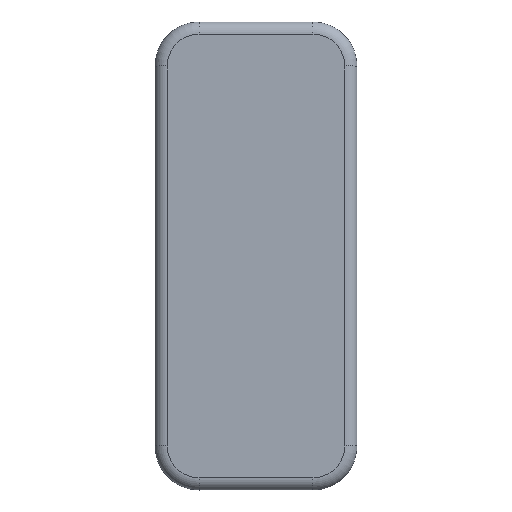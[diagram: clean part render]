
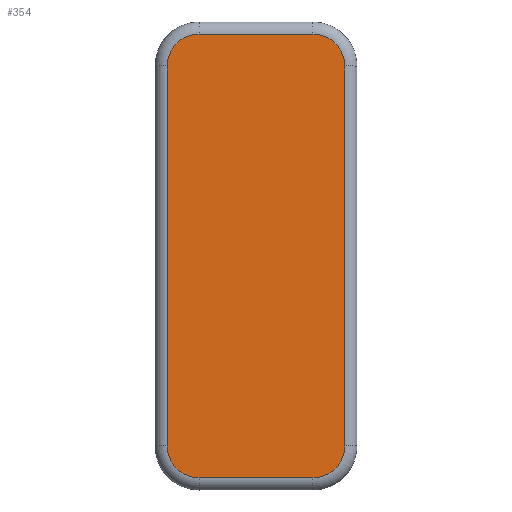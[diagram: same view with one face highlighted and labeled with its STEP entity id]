
A CAD part, top view. The second image highlights one B-rep face of the part: STEP entity #354.
In plain terms, the highlighted planar face has unit normal (0, 0, 1).
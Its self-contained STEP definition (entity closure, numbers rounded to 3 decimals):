
#279=CARTESIAN_POINT('',(13.285,-0.,2.));
#280=DIRECTION('',(0.,0.,1.));
#281=DIRECTION('',(1.,0.,0.));
#282=AXIS2_PLACEMENT_3D('',#279,#280,#281);
#283=PLANE('',#282);
#284=CARTESIAN_POINT('',(71.449,-14.9,2.));
#285=VERTEX_POINT('',#284);
#286=CARTESIAN_POINT('',(71.449,14.9,2.));
#287=VERTEX_POINT('',#286);
#288=CARTESIAN_POINT('',(71.449,-14.9,2.));
#289=DIRECTION('',(-0.,1.,-0.));
#290=VECTOR('',#289,29.8);
#291=LINE('',#288,#290);
#292=EDGE_CURVE('',#285,#287,#291,.T.);
#293=ORIENTED_EDGE('',*,*,#292,.T.);
#294=CARTESIAN_POINT('',(68.949,17.4,2.));
#295=VERTEX_POINT('',#294);
#296=CARTESIAN_POINT('',(68.949,14.9,2.));
#297=DIRECTION('',(0.,0.,1.));
#298=DIRECTION('',(1.,0.,-0.));
#299=AXIS2_PLACEMENT_3D('',#296,#297,#298);
#300=CIRCLE('',#299,2.5);
#301=EDGE_CURVE('',#287,#295,#300,.T.);
#302=ORIENTED_EDGE('',*,*,#301,.T.);
#303=CARTESIAN_POINT('',(60.019,17.4,2.));
#304=VERTEX_POINT('',#303);
#305=CARTESIAN_POINT('',(68.949,17.4,2.));
#306=DIRECTION('',(-1.,-0.,-0.));
#307=VECTOR('',#306,8.93);
#308=LINE('',#305,#307);
#309=EDGE_CURVE('',#295,#304,#308,.T.);
#310=ORIENTED_EDGE('',*,*,#309,.T.);
#311=CARTESIAN_POINT('',(57.519,14.9,2.));
#312=VERTEX_POINT('',#311);
#313=CARTESIAN_POINT('',(60.019,14.9,2.));
#314=DIRECTION('',(0.,0.,1.));
#315=DIRECTION('',(1.,0.,-0.));
#316=AXIS2_PLACEMENT_3D('',#313,#314,#315);
#317=CIRCLE('',#316,2.5);
#318=EDGE_CURVE('',#304,#312,#317,.T.);
#319=ORIENTED_EDGE('',*,*,#318,.T.);
#320=CARTESIAN_POINT('',(57.519,-14.9,2.));
#321=VERTEX_POINT('',#320);
#322=CARTESIAN_POINT('',(57.519,14.9,2.));
#323=DIRECTION('',(0.,-1.,-0.));
#324=VECTOR('',#323,29.8);
#325=LINE('',#322,#324);
#326=EDGE_CURVE('',#312,#321,#325,.T.);
#327=ORIENTED_EDGE('',*,*,#326,.T.);
#328=CARTESIAN_POINT('',(60.019,-17.4,2.));
#329=VERTEX_POINT('',#328);
#330=CARTESIAN_POINT('',(60.019,-14.9,2.));
#331=DIRECTION('',(0.,0.,1.));
#332=DIRECTION('',(1.,0.,-0.));
#333=AXIS2_PLACEMENT_3D('',#330,#331,#332);
#334=CIRCLE('',#333,2.5);
#335=EDGE_CURVE('',#321,#329,#334,.T.);
#336=ORIENTED_EDGE('',*,*,#335,.T.);
#337=CARTESIAN_POINT('',(68.949,-17.4,2.));
#338=VERTEX_POINT('',#337);
#339=CARTESIAN_POINT('',(60.019,-17.4,2.));
#340=DIRECTION('',(1.,-0.,-0.));
#341=VECTOR('',#340,8.93);
#342=LINE('',#339,#341);
#343=EDGE_CURVE('',#329,#338,#342,.T.);
#344=ORIENTED_EDGE('',*,*,#343,.T.);
#345=CARTESIAN_POINT('',(68.949,-14.9,2.));
#346=DIRECTION('',(0.,0.,1.));
#347=DIRECTION('',(1.,0.,-0.));
#348=AXIS2_PLACEMENT_3D('',#345,#346,#347);
#349=CIRCLE('',#348,2.5);
#350=EDGE_CURVE('',#338,#285,#349,.T.);
#351=ORIENTED_EDGE('',*,*,#350,.T.);
#352=EDGE_LOOP('',(#293,#302,#310,#319,#327,#336,#344,#351));
#353=FACE_BOUND('',#352,.T.);
#354=ADVANCED_FACE('',(#353),#283,.T.);
